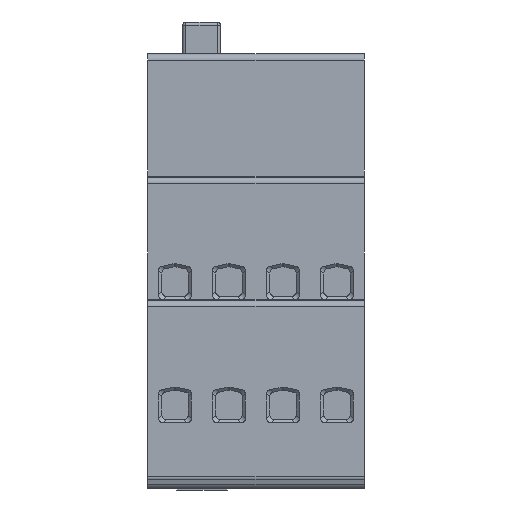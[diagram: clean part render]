
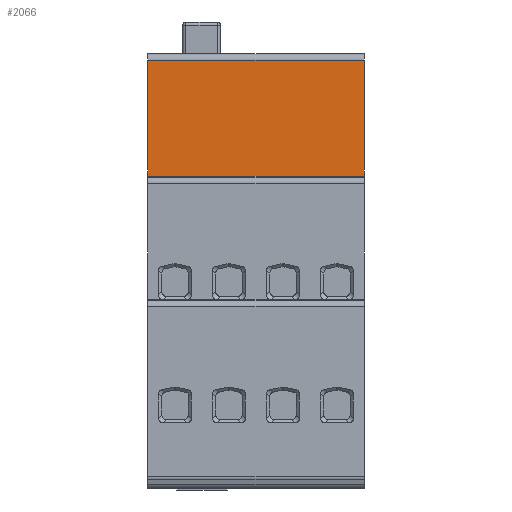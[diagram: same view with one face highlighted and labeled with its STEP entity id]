
A CAD part, front view. The second image highlights one B-rep face of the part: STEP entity #2066.
In plain terms, the highlighted planar face has unit normal (0, -1, 0).
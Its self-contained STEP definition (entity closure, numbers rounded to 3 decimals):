
#2066=ADVANCED_FACE('',(#5164),#5165,.T.);
#5164=FACE_OUTER_BOUND('',#9328,.T.);
#5165=PLANE('',#9329);
#9328=EDGE_LOOP('',(#16000,#16001,#16002,#16003));
#9329=AXIS2_PLACEMENT_3D('',#16004,#16005,#16006);
#16000=ORIENTED_EDGE('',*,*,#27149,.F.);
#16001=ORIENTED_EDGE('',*,*,#27150,.T.);
#16002=ORIENTED_EDGE('',*,*,#27151,.T.);
#16003=ORIENTED_EDGE('',*,*,#27152,.T.);
#16004=CARTESIAN_POINT('',(17.6,22.35,50.956));
#16005=DIRECTION('',(-0.0,-1.0,0.));
#16006=DIRECTION('',(-1.0,0.0,0.0));
#27149=EDGE_CURVE('',#33293,#33294,#33295,.T.);
#27150=EDGE_CURVE('',#33293,#33296,#33297,.T.);
#27151=EDGE_CURVE('',#33296,#33298,#33299,.T.);
#27152=EDGE_CURVE('',#33298,#33294,#33300,.T.);
#33293=VERTEX_POINT('',#44064);
#33294=VERTEX_POINT('',#44065);
#33295=LINE('',#44066,#44067);
#33296=VERTEX_POINT('',#44068);
#33297=LINE('',#44069,#44070);
#33298=VERTEX_POINT('',#44071);
#33299=LINE('',#44072,#44073);
#33300=LINE('',#44074,#44075);
#44064=CARTESIAN_POINT('',(0.,22.35,51.156));
#44065=CARTESIAN_POINT('',(0.,22.35,70.056));
#44066=CARTESIAN_POINT('',(0.,22.35,50.956));
#44067=VECTOR('',#53589,1.0);
#44068=CARTESIAN_POINT('',(35.2,22.35,51.156));
#44069=CARTESIAN_POINT('',(17.6,22.35,51.156));
#44070=VECTOR('',#53590,1.0);
#44071=CARTESIAN_POINT('',(35.2,22.35,70.056));
#44072=CARTESIAN_POINT('',(35.2,22.35,50.956));
#44073=VECTOR('',#53591,1.0);
#44074=CARTESIAN_POINT('',(17.6,22.35,70.056));
#44075=VECTOR('',#53592,1.0);
#53589=DIRECTION('',(0.0,0.,1.0));
#53590=DIRECTION('',(1.0,0.0,0.0));
#53591=DIRECTION('',(0.0,0.,1.0));
#53592=DIRECTION('',(-1.0,0.0,0.0));
